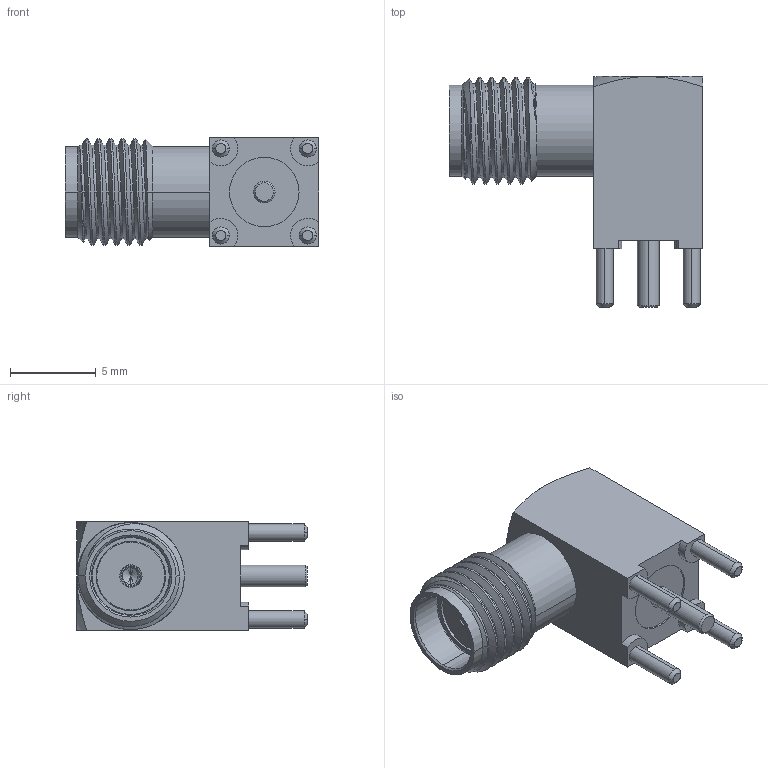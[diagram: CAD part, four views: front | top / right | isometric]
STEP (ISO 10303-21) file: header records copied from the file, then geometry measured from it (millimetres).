
FILE_DESCRIPTION((''),'2;1');
FILE_NAME('733910083','2016-04-21T',('gsharma'),(''),'PRO/ENGINEER BY PARAMETRIC TECHNOLOGY CORPORATION, 2012310','PRO/ENGINEER BY PARAMETRIC TECHNOLOGY CORPORATION, 2012310','');
FILE_SCHEMA(('CONFIG_CONTROL_DESIGN'));
Length unit declared in the file: millimetre
Products named in the file (1): 733910083
Bounding box: 14.8 x 13.5 x 6.35 mm (x, y, z)
Volume: 570 mm3; surface area: 750.9 mm2
Topology: 1 solids, 1 shells, 119 faces, 316 edges, 209 vertices
Faces by surface type: cylinder 59, plane 29, cone 27, bspline 2, torus 2
Entity records: 6351 total; most frequent: CARTESIAN_POINT 3390, ORIENTED_EDGE 608, DIRECTION 603, EDGE_CURVE 304, AXIS2_PLACEMENT_3D 246, VERTEX_POINT 199, EDGE_LOOP 131, CIRCLE 128
